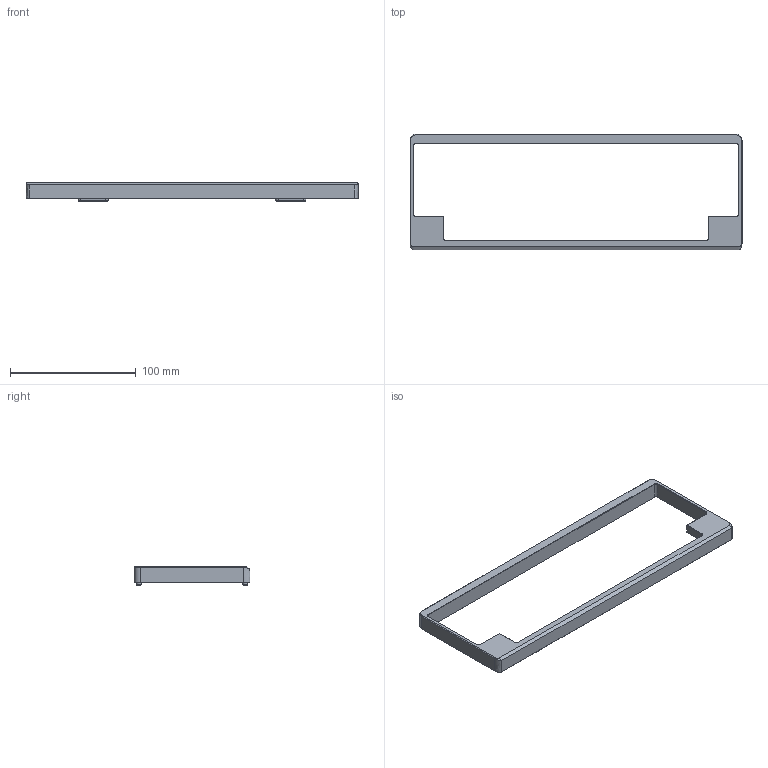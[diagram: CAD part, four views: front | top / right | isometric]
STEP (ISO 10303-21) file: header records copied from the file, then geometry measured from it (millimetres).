
FILE_DESCRIPTION(/* description */ (''),/* implementation_level */ '2;1');
FILE_NAME(/* name */ 'Top.step',/* time_stamp */ '2023-04-11T18:01:46+09:30',/* author */ (''),/* organization */ (''),/* preprocessor_version */ 'ST-DEVELOPER v19.2',/* originating_system */ 'Autodesk Translation Framework v12.4.0.73',/* authorisation */ '');
FILE_SCHEMA (('AUTOMOTIVE_DESIGN { 1 0 10303 214 3 1 1 }'));
Length unit declared in the file: millimetre
Products named in the file (1): Top
Bounding box: 264.12 x 92.15 x 14.68 mm (x, y, z)
Volume: 62317.5 mm3; surface area: 28499 mm2
Topology: 1 solids, 1 shells, 126 faces, 298 edges, 178 vertices
Faces by surface type: plane 52, cone 34, cylinder 34, bspline 6
Full cylindrical faces by diameter (mm): 1.623 x8, 3 x8
Entity records: 3621 total; most frequent: CARTESIAN_POINT 735, DIRECTION 602, ORIENTED_EDGE 564, EDGE_CURVE 282, AXIS2_PLACEMENT_3D 207, LINE 188, VECTOR 188, VERTEX_POINT 178
